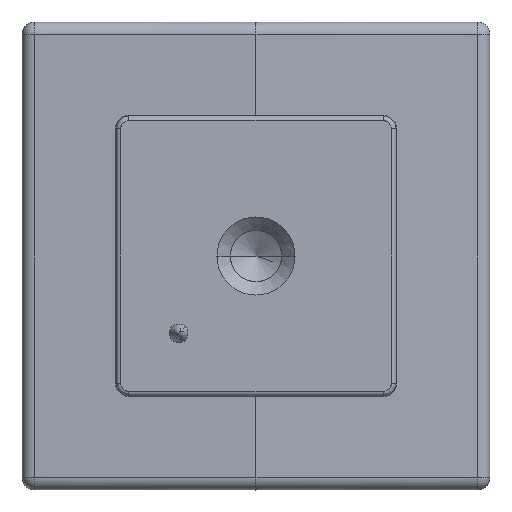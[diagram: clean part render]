
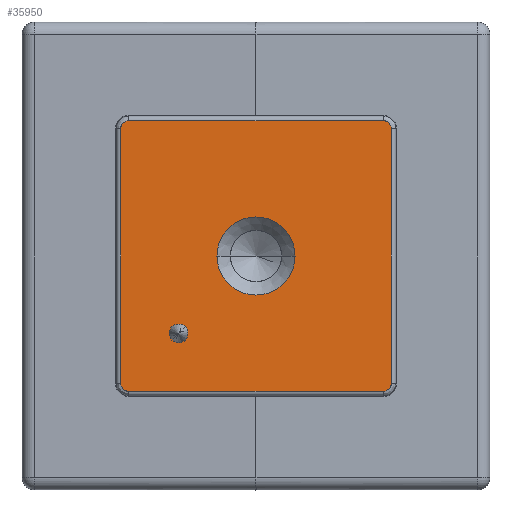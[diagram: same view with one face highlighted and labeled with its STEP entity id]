
A CAD part, front view. The second image highlights one B-rep face of the part: STEP entity #35950.
In plain terms, the highlighted planar face has unit normal (0, -1, 0).
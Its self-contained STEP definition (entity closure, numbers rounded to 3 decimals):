
#6970=CARTESIAN_POINT('',(152.201,-0.5,
-180.95));
#6980=VERTEX_POINT('',#6970);
#7140=CARTESIAN_POINT('',(157.201,-0.5,
-180.95));
#7150=VERTEX_POINT('',#7140);
#7180=CARTESIAN_POINT('',(154.701,-0.5,-180.95));
#7190=DIRECTION('',(0.,-1.,0.));
#7200=DIRECTION('',(0.,0.,-1.));
#7210=AXIS2_PLACEMENT_3D('',#7180,#7190,#7200);
#7220=CIRCLE('',#7210,2.5);
#7230=EDGE_CURVE('',#6980,#7150,#7220,.T.);
#7610=CARTESIAN_POINT('',(163.355,-0.5,-172.797));
#7620=VERTEX_POINT('',#7610);
#7710=CARTESIAN_POINT('',(163.355,-0.5,-189.103));
#7720=VERTEX_POINT('',#7710);
#7750=CARTESIAN_POINT('',(163.355,-0.5,-111.125));
#7760=DIRECTION('',(0.,0.,-1.));
#7770=VECTOR('',#7760,1.);
#7780=LINE('',#7750,#7770);
#7790=EDGE_CURVE('',#7620,#7720,#7780,.T.);
#22610=CARTESIAN_POINT('',(146.048,-0.5,-189.103));
#22620=VERTEX_POINT('',#22610);
#22650=CARTESIAN_POINT('',(146.048,-0.5,-189.103));
#22660=CARTESIAN_POINT('',(146.048,-0.5,-189.114));
#22670=CARTESIAN_POINT('',(146.049,-0.5,-189.125));
#22680=CARTESIAN_POINT('',(146.053,-0.5,-189.198));
#22690=CARTESIAN_POINT('',(146.069,-0.5,-189.26));
#22700=CARTESIAN_POINT('',(146.121,-0.5,-189.369));
#22710=CARTESIAN_POINT('',(146.154,-0.5,-189.416));
#22720=CARTESIAN_POINT('',(146.195,-0.5,-189.457));
#22730=CARTESIAN_POINT('',(146.253,-0.5,-189.515));
#22740=CARTESIAN_POINT('',(146.326,-0.5,-189.558));
#22750=CARTESIAN_POINT('',(146.441,-0.5,-189.593));
#22760=CARTESIAN_POINT('',(146.478,-0.5,-189.6));
#22770=CARTESIAN_POINT('',(146.527,-0.5,-189.603));
#22780=CARTESIAN_POINT('',(146.537,-0.5,-189.603));
#22790=CARTESIAN_POINT('',(146.548,-0.5,-189.603));
#22800=B_SPLINE_CURVE_WITH_KNOTS('',3,(#22650,#22660,#22670,#22680,
#22690,#22700,#22710,#22720,#22730,#22740,#22750,#22760,#22770,#22780,
#22790),.UNSPECIFIED.,.F.,.F.,(4,2,2,3,2,2,4),(0.,0.042,
0.288,0.511,0.834,0.981,
1.023),.UNSPECIFIED.);
#22810=CARTESIAN_POINT('',(146.548,-0.5,-189.603));
#22820=VERTEX_POINT('',#22810);
#22830=EDGE_CURVE('',#22620,#22820,#22800,.T.);
#23620=CARTESIAN_POINT('',(146.548,-0.5,-172.297));
#23630=VERTEX_POINT('',#23620);
#23660=CARTESIAN_POINT('',(146.548,-0.5,-172.297));
#23670=CARTESIAN_POINT('',(146.537,-0.5,-172.297));
#23680=CARTESIAN_POINT('',(146.527,-0.5,-172.297));
#23690=CARTESIAN_POINT('',(146.453,-0.5,-172.302));
#23700=CARTESIAN_POINT('',(146.392,-0.5,-172.318));
#23710=CARTESIAN_POINT('',(146.283,-0.5,-172.369));
#23720=CARTESIAN_POINT('',(146.235,-0.5,-172.403));
#23730=CARTESIAN_POINT('',(146.195,-0.5,-172.443));
#23740=CARTESIAN_POINT('',(146.136,-0.5,-172.502));
#23750=CARTESIAN_POINT('',(146.093,-0.5,-172.574));
#23760=CARTESIAN_POINT('',(146.058,-0.5,-172.69));
#23770=CARTESIAN_POINT('',(146.052,-0.5,-172.727));
#23780=CARTESIAN_POINT('',(146.049,-0.5,-172.775));
#23790=CARTESIAN_POINT('',(146.048,-0.5,-172.786));
#23800=CARTESIAN_POINT('',(146.048,-0.5,-172.797));
#23810=B_SPLINE_CURVE_WITH_KNOTS('',3,(#23660,#23670,#23680,#23690,
#23700,#23710,#23720,#23730,#23740,#23750,#23760,#23770,#23780,#23790,
#23800),.UNSPECIFIED.,.F.,.F.,(4,2,2,3,2,2,4),(0.,0.042,
0.288,0.511,0.834,0.981,
1.023),.UNSPECIFIED.);
#23820=CARTESIAN_POINT('',(146.048,-0.5,-172.797));
#23830=VERTEX_POINT('',#23820);
#23840=EDGE_CURVE('',#23630,#23830,#23810,.T.);
#24590=CARTESIAN_POINT('',(163.355,-0.5,-172.797));
#24600=CARTESIAN_POINT('',(163.355,-0.5,-172.786));
#24610=CARTESIAN_POINT('',(163.354,-0.5,-172.775));
#24620=CARTESIAN_POINT('',(163.349,-0.5,-172.702));
#24630=CARTESIAN_POINT('',(163.334,-0.5,-172.64));
#24640=CARTESIAN_POINT('',(163.282,-0.5,-172.531));
#24650=CARTESIAN_POINT('',(163.249,-0.5,-172.484));
#24660=CARTESIAN_POINT('',(163.208,-0.5,-172.443));
#24670=CARTESIAN_POINT('',(163.15,-0.5,-172.385));
#24680=CARTESIAN_POINT('',(163.077,-0.5,-172.342));
#24690=CARTESIAN_POINT('',(162.962,-0.5,-172.307));
#24700=CARTESIAN_POINT('',(162.924,-0.5,-172.3));
#24710=CARTESIAN_POINT('',(162.876,-0.5,-172.297));
#24720=CARTESIAN_POINT('',(162.865,-0.5,-172.297));
#24730=CARTESIAN_POINT('',(162.855,-0.5,-172.297));
#24740=B_SPLINE_CURVE_WITH_KNOTS('',3,(#24590,#24600,#24610,#24620,
#24630,#24640,#24650,#24660,#24670,#24680,#24690,#24700,#24710,#24720,
#24730),.UNSPECIFIED.,.F.,.F.,(4,2,2,3,2,2,4),(0.,0.042,
0.288,0.511,0.834,0.981,
1.023),.UNSPECIFIED.);
#24750=CARTESIAN_POINT('',(162.855,-0.5,-172.297));
#24760=VERTEX_POINT('',#24750);
#24770=EDGE_CURVE('',#7620,#24760,#24740,.T.);
#25560=CARTESIAN_POINT('',(162.855,-0.5,-189.603));
#25570=VERTEX_POINT('',#25560);
#25600=CARTESIAN_POINT('',(162.855,-0.5,-189.603));
#25610=CARTESIAN_POINT('',(162.865,-0.5,-189.603));
#25620=CARTESIAN_POINT('',(162.876,-0.5,-189.603));
#25630=CARTESIAN_POINT('',(162.95,-0.5,-189.598));
#25640=CARTESIAN_POINT('',(163.011,-0.5,-189.582));
#25650=CARTESIAN_POINT('',(163.12,-0.5,-189.531));
#25660=CARTESIAN_POINT('',(163.168,-0.5,-189.497));
#25670=CARTESIAN_POINT('',(163.208,-0.5,-189.457));
#25680=CARTESIAN_POINT('',(163.267,-0.5,-189.398));
#25690=CARTESIAN_POINT('',(163.31,-0.5,-189.326));
#25700=CARTESIAN_POINT('',(163.344,-0.5,-189.21));
#25710=CARTESIAN_POINT('',(163.351,-0.5,-189.173));
#25720=CARTESIAN_POINT('',(163.354,-0.5,-189.125));
#25730=CARTESIAN_POINT('',(163.355,-0.5,-189.114));
#25740=CARTESIAN_POINT('',(163.355,-0.5,-189.103));
#25750=B_SPLINE_CURVE_WITH_KNOTS('',3,(#25600,#25610,#25620,#25630,
#25640,#25650,#25660,#25670,#25680,#25690,#25700,#25710,#25720,#25730,
#25740),.UNSPECIFIED.,.F.,.F.,(4,2,2,3,2,2,4),(0.,0.042,
0.288,0.511,0.834,0.981,
1.023),.UNSPECIFIED.);
#25760=EDGE_CURVE('',#25570,#7720,#25750,.T.);
#26310=CARTESIAN_POINT('',(146.048,-0.5,-111.125));
#26320=DIRECTION('',(0.,0.,-1.));
#26330=VECTOR('',#26320,1.);
#26340=LINE('',#26310,#26330);
#26350=EDGE_CURVE('',#23830,#22620,#26340,.T.);
#26480=CARTESIAN_POINT('',(156.701,-0.5,-172.297));
#26490=DIRECTION('',(1.,0.,0.));
#26500=VECTOR('',#26490,1.);
#26510=LINE('',#26480,#26500);
#26520=EDGE_CURVE('',#23630,#24760,#26510,.T.);
#26650=CARTESIAN_POINT('',(156.701,-0.5,-189.603));
#26660=DIRECTION('',(-1.,0.,0.));
#26670=VECTOR('',#26660,1.);
#26680=LINE('',#26650,#26670);
#26690=EDGE_CURVE('',#25570,#22820,#26680,.T.);
#35600=CARTESIAN_POINT('',(156.701,-0.5,-111.125));
#35610=DIRECTION('',(0.,-1.,0.));
#35620=DIRECTION('',(0.,0.,-1.));
#35630=AXIS2_PLACEMENT_3D('',#35600,#35610,#35620);
#35640=PLANE('',#35630);
#35650=CARTESIAN_POINT('',(149.752,-0.5,-185.9));
#35660=DIRECTION('',(0.,1.,0.));
#35670=DIRECTION('',(0.707,0.,0.707));
#35680=AXIS2_PLACEMENT_3D('',#35650,#35660,#35670);
#35690=CIRCLE('',#35680,0.6);
#35700=CARTESIAN_POINT('',(149.327,-0.5,-186.324));
#35710=VERTEX_POINT('',#35700);
#35720=CARTESIAN_POINT('',(150.176,-0.5,-185.476));
#35730=VERTEX_POINT('',#35720);
#35740=EDGE_CURVE('',#35710,#35730,#35690,.T.);
#35750=ORIENTED_EDGE('',*,*,#35740,.T.);
#35760=EDGE_CURVE('',#35730,#35710,#35690,.T.);
#35770=ORIENTED_EDGE('',*,*,#35760,.T.);
#35780=EDGE_LOOP('',(#35770,#35750));
#35790=FACE_BOUND('',#35780,.T.);
#35800=EDGE_CURVE('',#7150,#6980,#7220,.T.);
#35810=ORIENTED_EDGE('',*,*,#35800,.F.);
#35820=ORIENTED_EDGE('',*,*,#7230,.F.);
#35830=EDGE_LOOP('',(#35820,#35810));
#35840=FACE_BOUND('',#35830,.T.);
#35850=ORIENTED_EDGE('',*,*,#25760,.T.);
#35860=ORIENTED_EDGE('',*,*,#26690,.F.);
#35870=ORIENTED_EDGE('',*,*,#22830,.T.);
#35880=ORIENTED_EDGE('',*,*,#26350,.T.);
#35890=ORIENTED_EDGE('',*,*,#23840,.T.);
#35900=ORIENTED_EDGE('',*,*,#26520,.F.);
#35910=ORIENTED_EDGE('',*,*,#24770,.T.);
#35920=ORIENTED_EDGE('',*,*,#7790,.F.);
#35930=EDGE_LOOP('',(#35920,#35910,#35900,#35890,#35880,#35870,#35860,
#35850));
#35940=FACE_OUTER_BOUND('',#35930,.T.);
#35950=ADVANCED_FACE('',(#35790,#35840,#35940),#35640,.T.);
